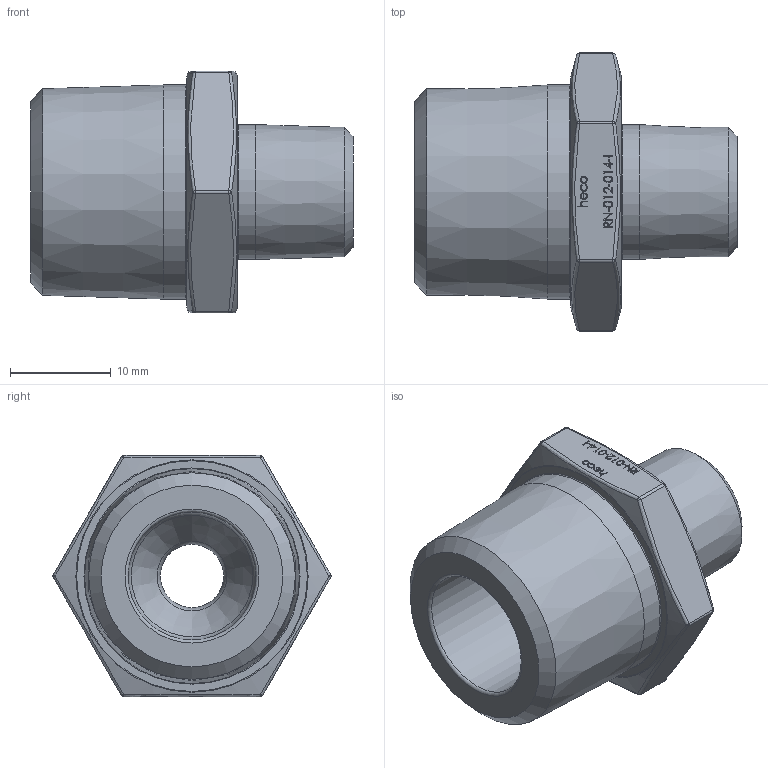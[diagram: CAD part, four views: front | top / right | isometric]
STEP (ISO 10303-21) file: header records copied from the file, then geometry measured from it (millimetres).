
FILE_DESCRIPTION (( 'STEP AP214' ), '1' );
FILE_NAME ('RN-012-014-I 2308.STEP', '2023-09-12T08:44:17', ( '' ), ( '' ), 'SwSTEP 2.0', 'SolidWorks 2019', '' );
FILE_SCHEMA (( 'AUTOMOTIVE_DESIGN' ));
Length unit declared in the file: millimetre
Products named in the file (1): RN-012-014-I 2308
Bounding box: 32 x 27.62 x 24.01 mm (x, y, z)
Volume: 6598 mm3; surface area: 3596.5 mm2
Topology: 1 solids, 1 shells, 226 faces, 566 edges, 362 vertices
Faces by surface type: plane 113, bspline 76, sphere 12, cylinder 10, torus 8, cone 7
Full cylindrical faces by diameter (mm): 6.3 x1, 12.7 x1, 13.388 x1, 21.267 x1
Entity records: 12460 total; most frequent: CARTESIAN_POINT 5940, ORIENTED_EDGE 1058, DIRECTION 737, EDGE_CURVE 529, VERTEX_POINT 348, LINE 319, VECTOR 319, EDGE_LOOP 271
